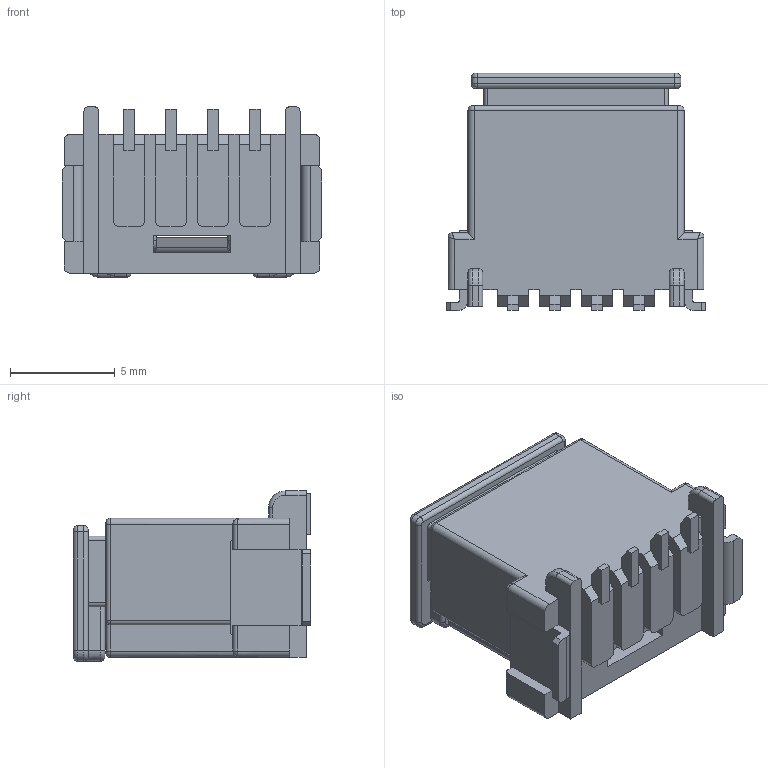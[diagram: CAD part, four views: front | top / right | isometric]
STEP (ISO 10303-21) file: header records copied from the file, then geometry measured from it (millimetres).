
FILE_DESCRIPTION (( 'STEP AP214' ), '1' );
FILE_NAME ('C_020 S SMT 4P V.STEP', '2021-02-17T02:10:29', ( '' ), ( '' ), 'SwSTEP 2.0', 'SolidWorks 2020', '' );
FILE_SCHEMA (( 'AUTOMOTIVE_DESIGN' ));
Length unit declared in the file: millimetre
Products named in the file (1): C_020 S SMT 4P V
Bounding box: 12.39 x 11.3 x 8.11 mm (x, y, z)
Volume: 647.3 mm3; surface area: 1270.2 mm2
Topology: 2 solids, 2 shells, 622 faces, 1586 edges, 950 vertices
Faces by surface type: plane 329, cylinder 198, torus 61, bspline 24, sphere 10
Entity records: 25552 total; most frequent: CARTESIAN_POINT 3911, ORIENTED_EDGE 3108, DIRECTION 3059, EDGE_CURVE 1554, VECTOR 1095, LINE 1095, AXIS2_PLACEMENT_3D 982, VERTEX_POINT 950
